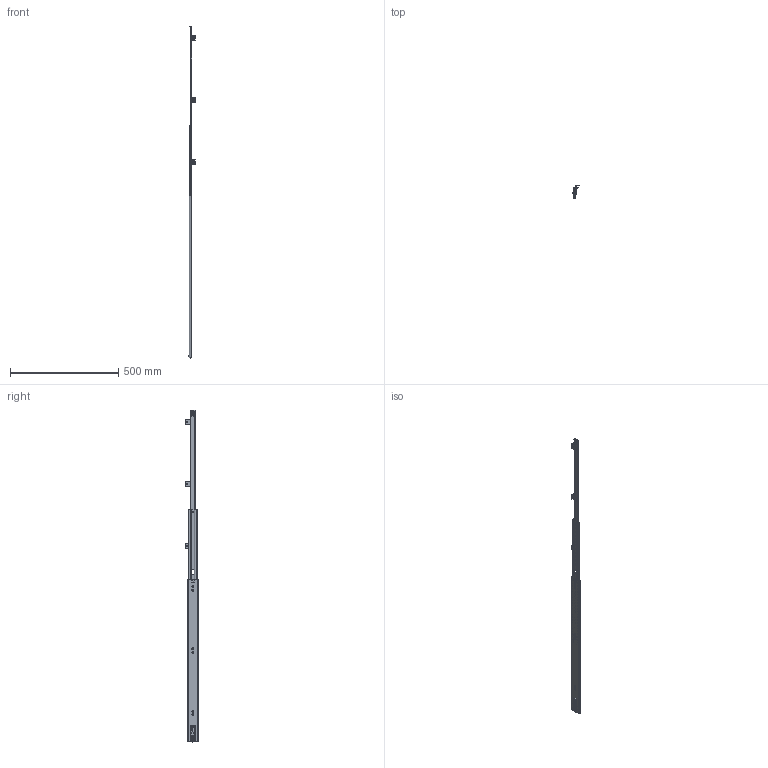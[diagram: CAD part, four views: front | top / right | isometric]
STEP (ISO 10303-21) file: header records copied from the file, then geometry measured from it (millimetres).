
FILE_DESCRIPTION(/* description */ ('Überauszug Serie 036 750x784 Rechts'),/* implementation_level */ '2;1');
FILE_NAME(/* name */ '07000061018.stp',/* time_stamp */ '2020-07-02T10:23:19+02:00',/* author */ ('Philipp Joos'),/* organization */ (''),/* preprocessor_version */ 'ST-DEVELOPER v18',/* originating_system */ 'Autodesk Inventor 2020',/* authorisation */ '');
FILE_SCHEMA (('AUTOMOTIVE_DESIGN { 1 0 10303 214 3 1 1 }'));
Products named in the file (1): 07000061018
Bounding box: 29.3 x 60.24 x 1534.07 mm (x, y, z)
Volume: 225381.7 mm3; surface area: 337977.6 mm2
Topology: 99 solids, 99 shells, 4887 faces, 14364 edges, 9388 vertices
Faces by surface type: plane 2121, cylinder 1245, cone 683, torus 388, bspline 352, sphere 98
Full cylindrical faces by diameter (mm): 1 x8, 2.3 x2, 4 x4, 4.1 x12, 4.4 x2, 4.5 x4, 4.6 x6, 5 x6, 5.9 x1, 6 x10, 8 x3, 8.2 x1, 8.5 x2, 11 x1
Entity records: 211614 total; most frequent: CARTESIAN_POINT 82904, ORIENTED_EDGE 28366, DIRECTION 23389, EDGE_CURVE 14183, VERTEX_POINT 9388, AXIS2_PLACEMENT_3D 8363, LINE 6663, VECTOR 6663
